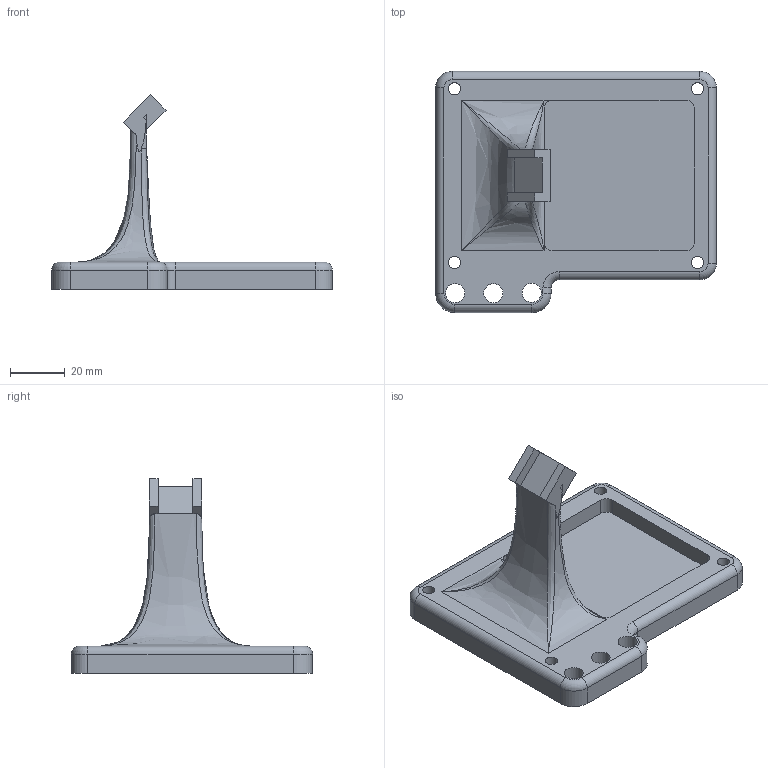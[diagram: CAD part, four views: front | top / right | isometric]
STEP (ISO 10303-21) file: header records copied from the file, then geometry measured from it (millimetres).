
FILE_DESCRIPTION( ( '' ), ' ' );
FILE_NAME( '5e4106da82356615c2be52fb.step', '2020-02-10T07:31:39', ( '' ), ( '' ), ' ', ' ', ' ' );
FILE_SCHEMA( ( 'AUTOMOTIVE_DESIGN { 1 0 10303 214 1 1 1 1 }' ) );
Length unit declared in the file: metre
Products named in the file (1): Part 1
Bounding box: 102.6 x 88.2 x 71.21 mm (x, y, z)
Volume: 75091.2 mm3; surface area: 25209.6 mm2
Topology: 1 solids, 1 shells, 67 faces, 179 edges, 111 vertices
Faces by surface type: plane 25, cylinder 24, bspline 12, torus 6
Full cylindrical faces by diameter (mm): 4.5 x4, 7 x3
Entity records: 6107 total; most frequent: CARTESIAN_POINT 3965, ORIENTED_EDGE 336, DIRECTION 304, EDGE_CURVE 168, AXIS2_PLACEMENT_3D 111, VERTEX_POINT 111, EDGE_LOOP 89, LINE 82
